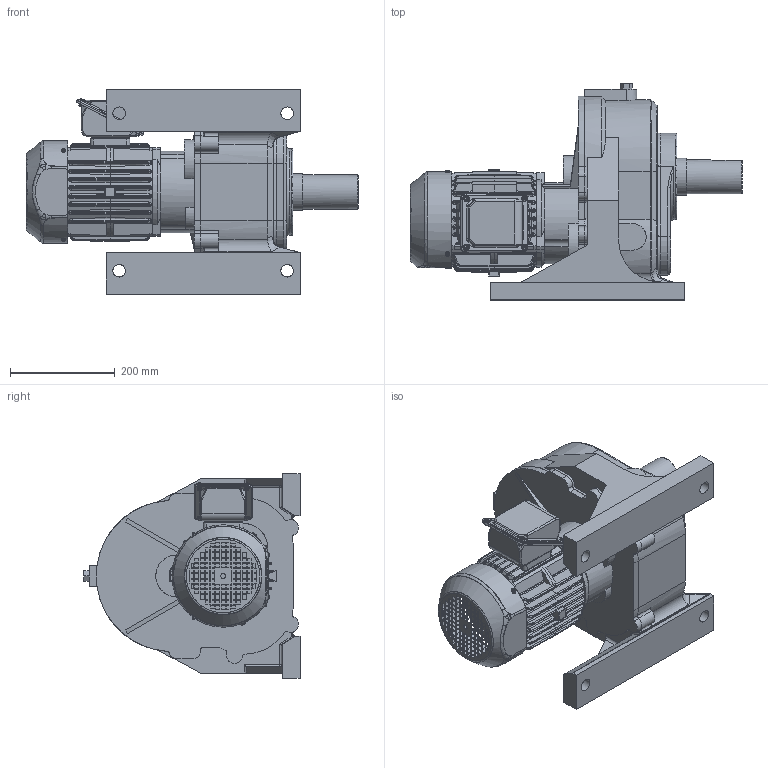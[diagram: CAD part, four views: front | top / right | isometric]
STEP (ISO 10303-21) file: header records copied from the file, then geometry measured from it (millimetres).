
FILE_DESCRIPTION (( 'STEP AP214' ), '1' );
FILE_NAME ('EK2DO07674H001_F1HM_1.5KW_R100_CUSTOMER.stp', '2022-08-11T01:42:27', ( '' ), ( '' ), 'SwSTEP 2.0', 'SolidWorks 2021', '' );
FILE_SCHEMA (( 'AUTOMOTIVE_DESIGN' ));
Length unit declared in the file: millimetre
Products named in the file (1): EK2DO07674H001_F1HM_1.5KW_R100_CUSTOMER
Bounding box: 632.5 x 412 x 390 mm (x, y, z)
Volume: 25637023.6 mm3; surface area: 1379656.4 mm2
Topology: 16 solids, 16 shells, 2772 faces, 7284 edges, 4555 vertices
Faces by surface type: cylinder 1085, plane 1073, bspline 559, cone 55
Full cylindrical faces by diameter (mm): 4.917 x4, 5 x3, 6 x8, 6.647 x6, 7 x8, 8 x4, 9 x1, 10.5 x4, 12 x9, 13 x2, 20 x1, 24 x4, 40 x1, 45 x1, 65 x1, 70 x1, 161 x2, 165 x1
Entity records: 142317 total; most frequent: CARTESIAN_POINT 47222, ORIENTED_EDGE 14300, DIRECTION 12089, EDGE_CURVE 7150, VERTEX_POINT 4535, AXIS2_PLACEMENT_3D 4208, VECTOR 3673, LINE 3673
